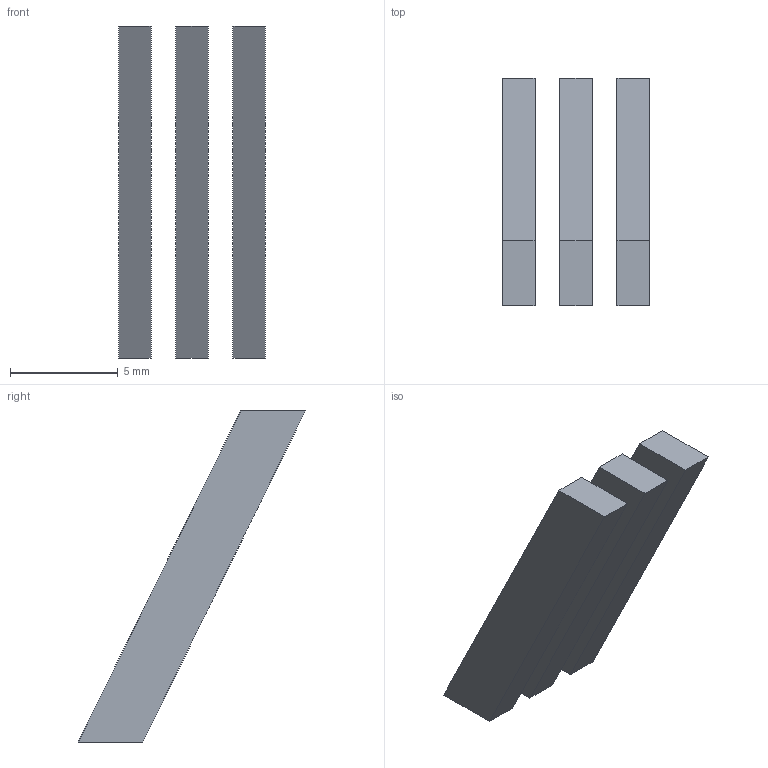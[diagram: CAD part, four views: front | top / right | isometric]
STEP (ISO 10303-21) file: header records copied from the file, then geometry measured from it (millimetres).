
FILE_DESCRIPTION(/* description */ (''),/* implementation_level */ '2;1');
FILE_NAME(/* name */ 'ConnectBox v4.7 LED LightPipe v8.step',/* time_stamp */ '2018-07-24T11:57:58-06:00',/* author */ ('kirkwZ5Z42'),/* organization */ (''),/* preprocessor_version */ 'ST-DEVELOPER v17',/* originating_system */ 'Autodesk Translation Framework v7.1.0.215',/* authorisation */ '');
FILE_SCHEMA (('AUTOMOTIVE_DESIGN { 1 0 10303 214 3 1 1 }'));
Length unit declared in the file: millimetre
Products named in the file (2): ConnectBox v4.7 LED LightPipe; Lightpipe
Assembly tree (1 placements, depth 2):
  ConnectBox v4.7 LED LightPipe
    Lightpipe
Bounding box: 6.8 x 10.55 x 15.39 mm (x, y, z)
Volume: 207.8 mm3; surface area: 458.3 mm2
Topology: 3 solids, 3 shells, 18 faces, 36 edges, 24 vertices
Faces by surface type: plane 18
Entity records: 546 total; most frequent: CARTESIAN_POINT 81, DIRECTION 78, ORIENTED_EDGE 72, LINE 36, VECTOR 36, EDGE_CURVE 36, VERTEX_POINT 24, AXIS2_PLACEMENT_3D 21
